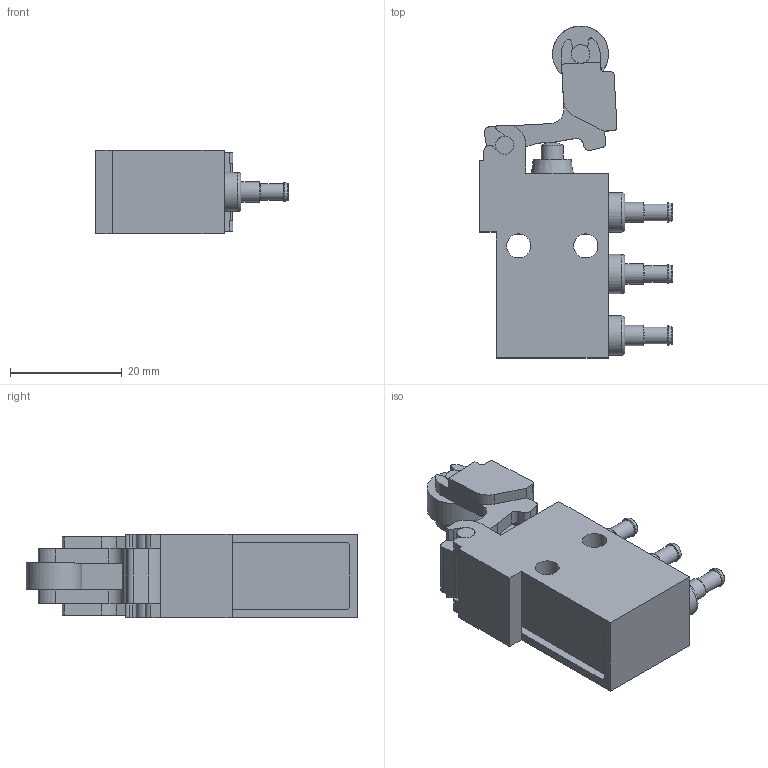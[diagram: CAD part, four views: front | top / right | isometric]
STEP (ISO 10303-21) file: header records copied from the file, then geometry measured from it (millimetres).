
FILE_DESCRIPTION(/* description */ ('STEP AP214'),/* implementation_level */ '2;1');
FILE_NAME(/* name */ '10749_L_O-3-PK-3',/* time_stamp */ '2024-08-29T19:47:59+02:00',/* author */ ('License CC BY-ND 4.0'),/* organization */ ('CADENAS'),/* preprocessor_version */ 'ST-DEVELOPER v19.3',/* originating_system */ 'PARTsolutions',/* authorisation */ ' ');
FILE_SCHEMA (('AUTOMOTIVE_DESIGN {1 0 10303 214 3 1 1}'));
Length unit declared in the file: millimetre
Products named in the file (1): 10749 L/O-3-PK-3---(0)
Bounding box: 34.5 x 59.32 x 15 mm (x, y, z)
Volume: 12117.8 mm3; surface area: 6912.9 mm2
Topology: 1 solids, 1 shells, 196 faces, 527 edges, 344 vertices
Faces by surface type: plane 105, cylinder 74, torus 9, cone 7, sphere 1
Full cylindrical faces by diameter (mm): 2 x3, 2.4 x2, 3 x3, 3.252 x2, 3.31 x1, 3.6 x3, 4 x1, 4.3 x2, 7 x3, 10 x1
Entity records: 5922 total; most frequent: DIRECTION 1054, CARTESIAN_POINT 1010, ORIENTED_EDGE 958, EDGE_CURVE 479, AXIS2_PLACEMENT_3D 379, VERTEX_POINT 335, LINE 296, VECTOR 296
